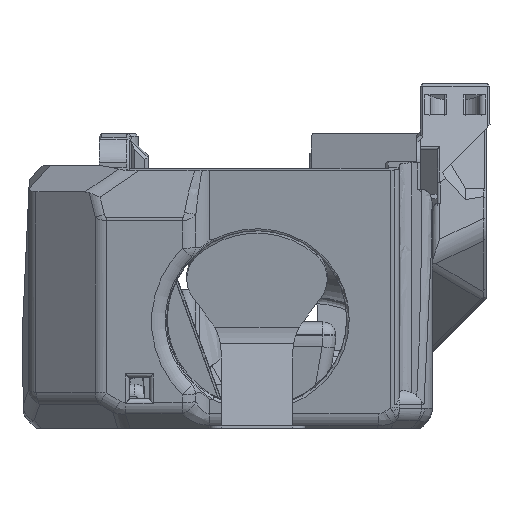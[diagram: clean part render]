
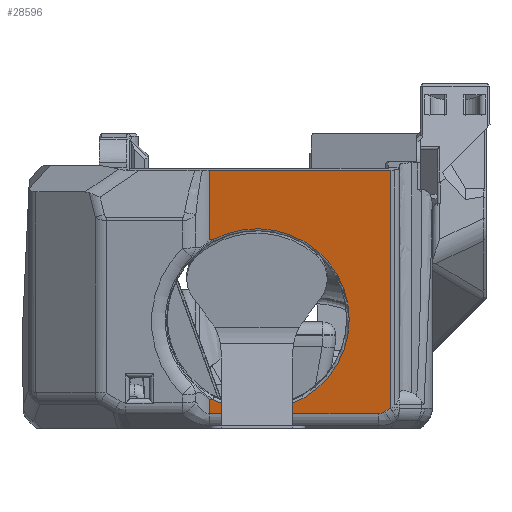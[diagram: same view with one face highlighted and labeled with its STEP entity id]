
A CAD part, left-side view. The second image highlights one B-rep face of the part: STEP entity #28596.
In plain terms, the highlighted planar face has unit normal (-0.985, 0, -0.174).
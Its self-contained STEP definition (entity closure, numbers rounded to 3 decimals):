
#710=B_SPLINE_CURVE_WITH_KNOTS('',3,(#45345,#45346,#45347,#45348),
 .UNSPECIFIED.,.F.,.F.,(4,4),(0.,0.382),.UNSPECIFIED.);
#723=B_SPLINE_CURVE_WITH_KNOTS('',3,(#45659,#45660,#45661,#45662),
 .UNSPECIFIED.,.F.,.F.,(4,4),(0.618,1.),.UNSPECIFIED.);
#1342=CIRCLE('',#30116,14.4);
#2549=ELLIPSE('',#30696,3.203,2.);
#5317=ORIENTED_EDGE('',*,*,#13026,.F.);
#5318=ORIENTED_EDGE('',*,*,#12068,.T.);
#5319=ORIENTED_EDGE('',*,*,#13163,.T.);
#5320=ORIENTED_EDGE('',*,*,#13164,.F.);
#5321=ORIENTED_EDGE('',*,*,#13165,.T.);
#5322=ORIENTED_EDGE('',*,*,#13166,.T.);
#5323=ORIENTED_EDGE('',*,*,#13167,.F.);
#5324=ORIENTED_EDGE('',*,*,#13168,.T.);
#5325=ORIENTED_EDGE('',*,*,#12637,.F.);
#5326=ORIENTED_EDGE('',*,*,#12662,.F.);
#12068=EDGE_CURVE('',#16384,#16383,#1342,.T.);
#12637=EDGE_CURVE('',#16757,#16758,#19369,.T.);
#12662=EDGE_CURVE('',#16775,#16757,#19387,.T.);
#13026=EDGE_CURVE('',#16384,#16775,#710,.F.);
#13163=EDGE_CURVE('',#16383,#17131,#723,.T.);
#13164=EDGE_CURVE('',#17132,#17131,#19702,.T.);
#13165=EDGE_CURVE('',#17132,#17133,#19703,.T.);
#13166=EDGE_CURVE('',#17133,#17134,#2549,.T.);
#13167=EDGE_CURVE('',#17135,#17134,#19704,.T.);
#13168=EDGE_CURVE('',#17135,#16758,#19705,.T.);
#16383=VERTEX_POINT('',#41246);
#16384=VERTEX_POINT('',#41248);
#16757=VERTEX_POINT('',#43692);
#16758=VERTEX_POINT('',#43694);
#16775=VERTEX_POINT('',#43753);
#17131=VERTEX_POINT('',#45663);
#17132=VERTEX_POINT('',#45665);
#17133=VERTEX_POINT('',#45667);
#17134=VERTEX_POINT('',#45669);
#17135=VERTEX_POINT('',#45671);
#19369=LINE('',#43693,#21782);
#19387=LINE('',#43754,#21800);
#19702=LINE('',#45664,#22115);
#19703=LINE('',#45666,#22116);
#19704=LINE('',#45670,#22117);
#19705=LINE('',#45672,#22118);
#21782=VECTOR('',#34061,1000.);
#21800=VECTOR('',#34099,1000.);
#22115=VECTOR('',#34888,1000.);
#22116=VECTOR('',#34889,1000.);
#22117=VECTOR('',#34892,1000.);
#22118=VECTOR('',#34893,1000.);
#24180=EDGE_LOOP('',(#5317,#5318,#5319,#5320,#5321,#5322,#5323,#5324,#5325,
#5326));
#25986=FACE_BOUND('',#24180,.T.);
#27541=PLANE('',#30695);
#28596=ADVANCED_FACE('',(#25986),#27541,.F.);
#30116=AXIS2_PLACEMENT_3D('',#41247,#33152,#33153);
#30695=AXIS2_PLACEMENT_3D('',#45658,#34886,#34887);
#30696=AXIS2_PLACEMENT_3D('',#45668,#34890,#34891);
#33152=DIRECTION('',(0.985,0.,0.174));
#33153=DIRECTION('',(0.174,0.,-0.985));
#34061=DIRECTION('',(0.,-1.,0.));
#34099=DIRECTION('',(-0.174,0.,0.985));
#34886=DIRECTION('',(0.985,0.,0.174));
#34887=DIRECTION('',(-0.174,0.,0.985));
#34888=DIRECTION('',(-0.174,0.,0.985));
#34889=DIRECTION('',(0.,-1.,0.));
#34890=DIRECTION('',(-0.985,0.,-0.174));
#34891=DIRECTION('',(-0.165,-0.304,0.938));
#34892=DIRECTION('',(0.097,0.829,-0.551));
#34893=DIRECTION('',(-0.174,0.,0.985));
#41246=CARTESIAN_POINT('',(-28.264,11.767,4.533));
#41247=CARTESIAN_POINT('',(-30.458,4.853,16.973));
#41248=CARTESIAN_POINT('',(-32.651,11.767,29.413));
#43692=CARTESIAN_POINT('',(-34.572,12.27,40.304));
#43693=CARTESIAN_POINT('',(-34.572,24.853,40.304));
#43694=CARTESIAN_POINT('',(-34.572,-16.002,40.304));
#43753=CARTESIAN_POINT('',(-32.66,12.27,29.463));
#43754=CARTESIAN_POINT('',(-31.185,12.27,21.099));
#45345=CARTESIAN_POINT('',(-32.66,12.27,29.463));
#45346=CARTESIAN_POINT('',(-32.657,12.102,29.442));
#45347=CARTESIAN_POINT('',(-32.654,11.935,29.425));
#45348=CARTESIAN_POINT('',(-32.651,11.767,29.413));
#45658=CARTESIAN_POINT('',(-31.185,24.853,21.099));
#45659=CARTESIAN_POINT('',(-28.264,11.767,4.533));
#45660=CARTESIAN_POINT('',(-28.262,11.935,4.52));
#45661=CARTESIAN_POINT('',(-28.259,12.102,4.503));
#45662=CARTESIAN_POINT('',(-28.255,12.27,4.482));
#45663=CARTESIAN_POINT('',(-28.255,12.27,4.482));
#45664=CARTESIAN_POINT('',(-31.185,12.27,21.099));
#45665=CARTESIAN_POINT('',(-27.864,12.27,2.262));
#45666=CARTESIAN_POINT('',(-27.864,-14.655,2.262));
#45667=CARTESIAN_POINT('',(-27.864,-14.07,2.262));
#45668=CARTESIAN_POINT('',(-28.404,-14.652,5.326));
#45669=CARTESIAN_POINT('',(-27.923,-15.07,2.597));
#45670=CARTESIAN_POINT('',(-27.821,-14.199,2.018));
#45671=CARTESIAN_POINT('',(-28.032,-16.002,3.216));
#45672=CARTESIAN_POINT('',(-7.663,-16.002,-112.301));
